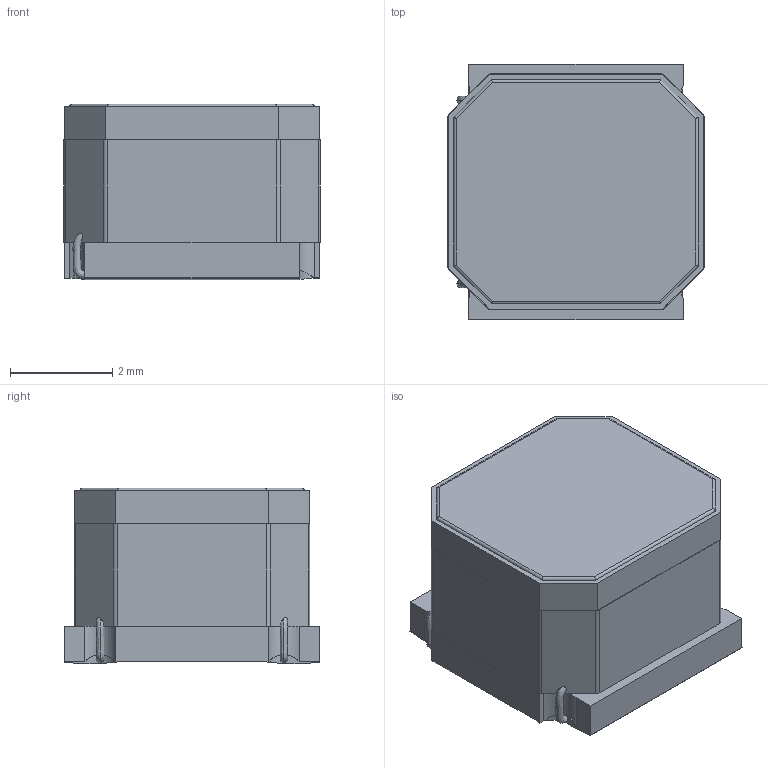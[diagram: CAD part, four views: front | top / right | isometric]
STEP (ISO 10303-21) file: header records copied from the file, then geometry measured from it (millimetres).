
FILE_DESCRIPTION(('FreeCAD Model'),'2;1');
FILE_NAME('TPI 5040 f.p.step','2018-04-12T19:01:46',( 'kicad StepUp'),('ksu MCAD'),'Open CASCADE STEP processor 6.8', 'FreeCAD','Unknown');
FILE_SCHEMA(('AUTOMOTIVE_DESIGN_CC2 { 1 2 10303 214 -1 1 5 4 }'));
Length unit declared in the file: millimetre
Products named in the file (1): TPI_5040_f.p
Bounding box: 5.02 x 5 x 3.44 mm (x, y, z)
Volume: 75.5 mm3; surface area: 136.4 mm2
Topology: 1 solids, 2 shells, 104 faces, 284 edges, 182 vertices
Faces by surface type: plane 60, cylinder 40, bspline 4
Entity records: 4948 total; most frequent: CARTESIAN_POINT 1654, ORIENTED_EDGE 568, DIRECTION 484, EDGE_CURVE 284, VERTEX_POINT 182, LINE 182, VECTOR 182, AXIS2_PLACEMENT_3D 151
